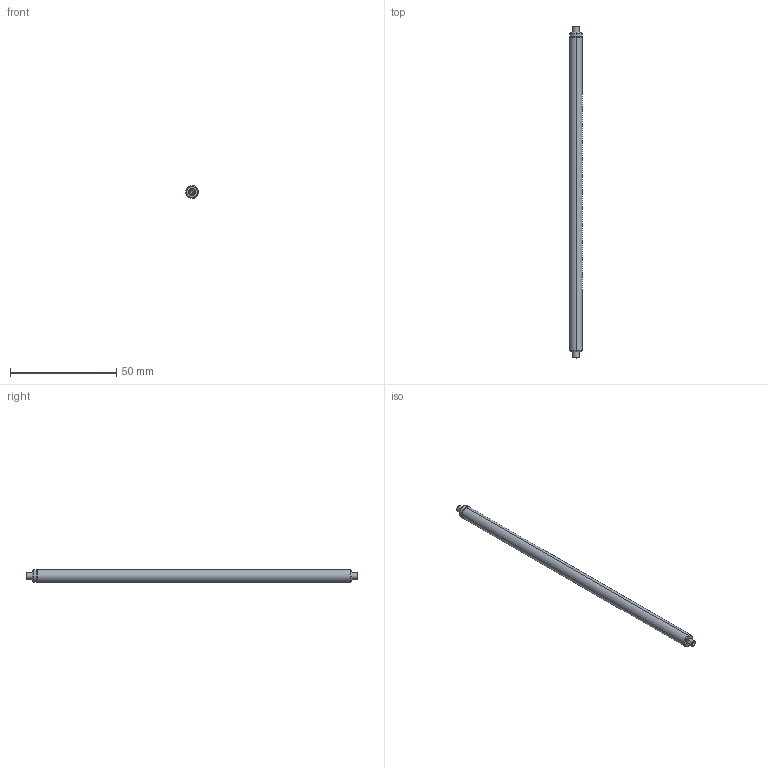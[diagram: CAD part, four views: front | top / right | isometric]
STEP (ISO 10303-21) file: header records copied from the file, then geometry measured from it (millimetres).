
FILE_DESCRIPTION (( 'STEP AP203' ), '1' );
FILE_NAME ('CSSPS-150A.STEP', '2025-06-17T07:57:35', ( '' ), ( '' ), 'SwSTEP 2.0', 'SolidWorks 2023', '' );
FILE_SCHEMA (( 'CONFIG_CONTROL_DESIGN' ));
Length unit declared in the file: millimetre
Products named in the file (3): 内六角凹端紧定螺钉M3×6; CSSPS-150A
Assembly tree (3 placements, depth 2):
  CSSPS-150A
    CSSPS-150A
    内六角凹端紧定螺钉M3×6  x2
Bounding box: 6 x 156 x 6 mm (x, y, z)
Volume: 4263.1 mm3; surface area: 3098.6 mm2
Topology: 3 solids, 3 shells, 1720 faces, 4944 edges, 3276 vertices
Faces by surface type: plane 1287, bspline 331, cylinder 70, cone 32
Entity records: 82285 total; most frequent: CARTESIAN_POINT 39210, ORIENTED_EDGE 9760, DIRECTION 7873, EDGE_CURVE 4880, VERTEX_POINT 3244, AXIS2_PLACEMENT_3D 2662, LINE 2549, VECTOR 2549
